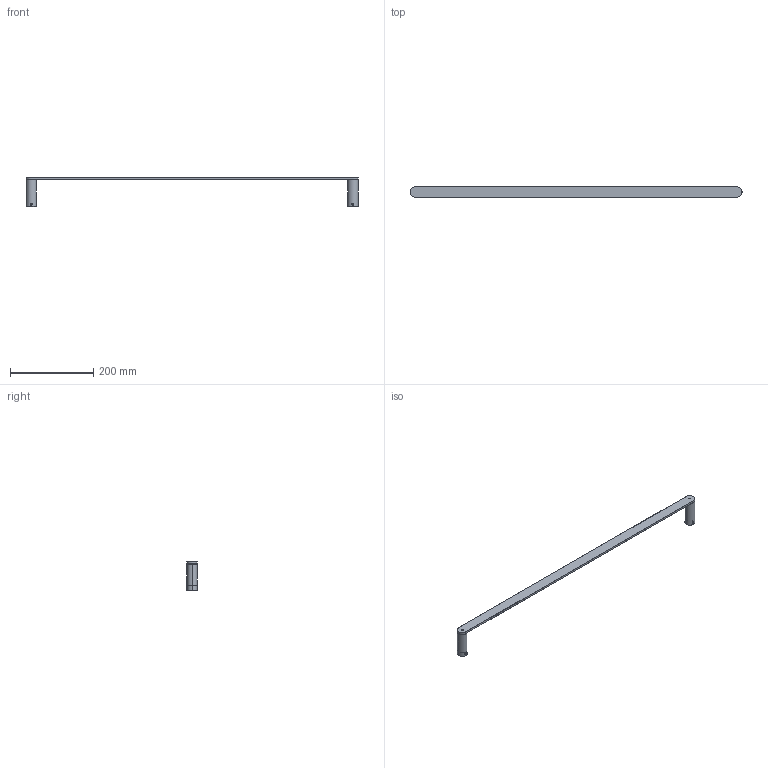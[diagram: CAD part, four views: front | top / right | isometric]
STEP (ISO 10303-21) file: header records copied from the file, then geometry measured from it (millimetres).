
FILE_DESCRIPTION((''),'2;1');
FILE_NAME('1G9005_ASM','2023-06-26T',('Administrator'),(''),'PRO/ENGINEER BY PARAMETRIC TECHNOLOGY CORPORATION, 2010280','PRO/ENGINEER BY PARAMETRIC TECHNOLOGY CORPORATION, 2010280','');
FILE_SCHEMA(('CONFIG_CONTROL_DESIGN'));
Length unit declared in the file: millimetre
Products named in the file (3): 2G9005-01CP; 2G9003-01CP; 1G9005_ASM
Assembly tree (3 placements, depth 2):
  1G9005_ASM
    2G9005-01CP
    2G9003-01CP  x2
Bounding box: 800 x 25 x 70 mm (x, y, z)
Volume: 117839.3 mm3; surface area: 68940.8 mm2
Topology: 3 solids, 3 shells, 122 faces, 290 edges, 182 vertices
Faces by surface type: cylinder 62, bspline 24, plane 16, torus 12, cone 8
Entity records: 4750 total; most frequent: CARTESIAN_POINT 2862, ORIENTED_EDGE 406, DIRECTION 317, EDGE_CURVE 203, AXIS2_PLACEMENT_3D 127, VERTEX_POINT 127, EDGE_LOOP 94, B_SPLINE_CURVE_WITH_KNOTS 86
